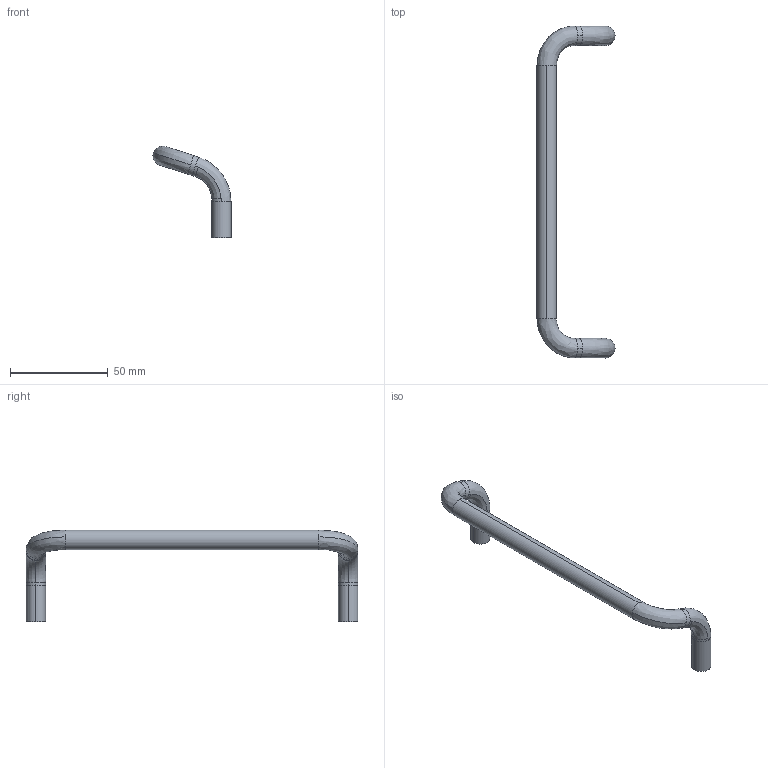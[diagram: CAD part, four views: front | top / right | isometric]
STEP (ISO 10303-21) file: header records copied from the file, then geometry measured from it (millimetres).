
FILE_DESCRIPTION( (''), '2;1');
FILE_NAME ('PC002.12652.THA-32-5_15495.stp','2024-05-17T16:23:17',(''),(''),'spGate 19.8.4 (****-****-****-****)','','');
FILE_SCHEMA (('AUTOMOTIVE_DESIGN'));
Length unit declared in the file: millimetre
Bounding box: 40 x 170 x 47 mm (x, y, z)
Volume: 20507 mm3; surface area: 8858.7 mm2
Topology: 1 solids, 1 shells, 38 faces, 94 edges, 60 vertices
Faces by surface type: bspline 18, cylinder 16, plane 4
Entity records: 2375 total; most frequent: CARTESIAN_POINT 796, ORIENTED_EDGE 188, DIRECTION 160, COLOUR_RGB 133, PRESENTATION_STYLE_ASSIGNMENT 133, STYLED_ITEM 133, EDGE_CURVE 94, DRAUGHTING_PRE_DEFINED_CURVE_FONT 94
